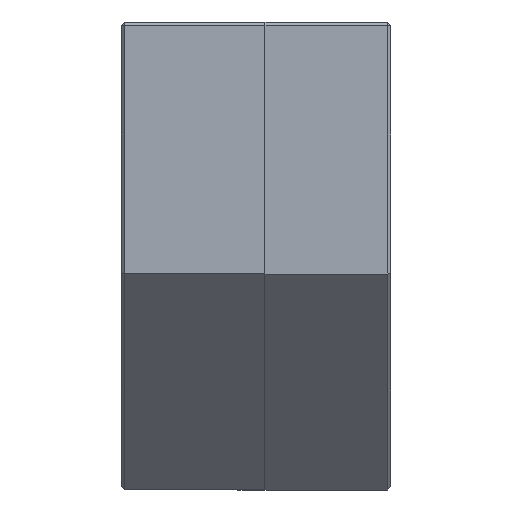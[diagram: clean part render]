
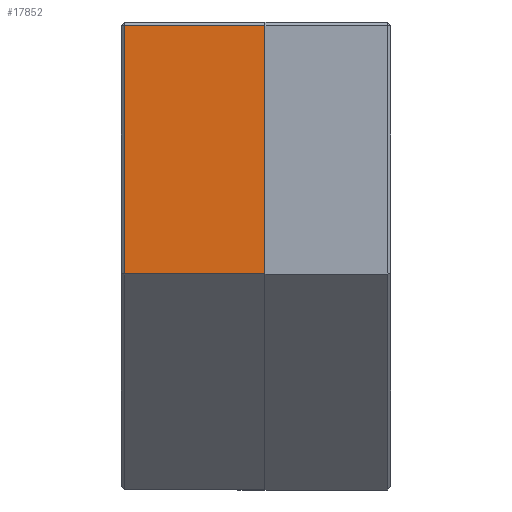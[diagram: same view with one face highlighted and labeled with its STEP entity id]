
A CAD part, left-side view. The second image highlights one B-rep face of the part: STEP entity #17852.
In plain terms, the highlighted planar face has unit normal (-1, 0, 0).
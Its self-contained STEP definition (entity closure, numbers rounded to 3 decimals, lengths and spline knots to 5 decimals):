
#535 = CARTESIAN_POINT ( 'NONE',  ( -1.6, 0.39, -0.01 ) ) ;
#714 = LINE ( 'NONE', #15741, #20893 ) ;
#1978 = EDGE_LOOP ( 'NONE', ( #7624, #32571, #37852, #17979 ) ) ;
#2773 = LINE ( 'NONE', #13645, #23474 ) ;
#3350 = CARTESIAN_POINT ( 'NONE',  ( -1.6, 0., -0.7 ) ) ;
#6143 = PLANE ( 'NONE',  #17716 ) ;
#6611 = DIRECTION ( 'NONE',  ( 1., 0., 0. ) ) ;
#7624 = ORIENTED_EDGE ( 'NONE', *, *, #34773, .T. ) ;
#7656 = EDGE_CURVE ( 'NONE', #20358, #45811, #14050, .T. ) ;
#10569 = DIRECTION ( 'NONE',  ( 0., 0., -1. ) ) ;
#13645 = CARTESIAN_POINT ( 'NONE',  ( -1.6, 0.4, -0.01 ) ) ;
#14050 = LINE ( 'NONE', #29790, #17757 ) ;
#14053 = VERTEX_POINT ( 'NONE', #39604 ) ;
#14262 = DIRECTION ( 'NONE',  ( 0., 0., -1. ) ) ;
#15500 = LINE ( 'NONE', #19397, #31766 ) ;
#15741 = CARTESIAN_POINT ( 'NONE',  ( -1.6, 0.4, -0.7 ) ) ;
#17716 = AXIS2_PLACEMENT_3D ( 'NONE', #21872, #6611, #14262 ) ;
#17757 = VECTOR ( 'NONE', #10569, 39.37008 ) ;
#17852 = ADVANCED_FACE ( 'NONE', ( #39892 ), #6143, .F. ) ;
#17979 = ORIENTED_EDGE ( 'NONE', *, *, #27143, .T. ) ;
#19397 = CARTESIAN_POINT ( 'NONE',  ( -1.6, 0., 0. ) ) ;
#20358 = VERTEX_POINT ( 'NONE', #535 ) ;
#20893 = VECTOR ( 'NONE', #45788, 39.37008 ) ;
#21872 = CARTESIAN_POINT ( 'NONE',  ( -1.6, 0.4, 0. ) ) ;
#23474 = VECTOR ( 'NONE', #29141, 39.37008 ) ;
#27143 = EDGE_CURVE ( 'NONE', #29521, #14053, #15500, .T. ) ;
#29141 = DIRECTION ( 'NONE',  ( 0., 1., 0. ) ) ;
#29521 = VERTEX_POINT ( 'NONE', #3350 ) ;
#29790 = CARTESIAN_POINT ( 'NONE',  ( -1.6, 0.39, 0. ) ) ;
#31165 = CARTESIAN_POINT ( 'NONE',  ( -1.6, 0.39, -0.7 ) ) ;
#31766 = VECTOR ( 'NONE', #35668, 39.37008 ) ;
#32571 = ORIENTED_EDGE ( 'NONE', *, *, #7656, .T. ) ;
#32619 = EDGE_CURVE ( 'NONE', #45811, #29521, #714, .T. ) ;
#34773 = EDGE_CURVE ( 'NONE', #14053, #20358, #2773, .T. ) ;
#35668 = DIRECTION ( 'NONE',  ( 0., 0., 1. ) ) ;
#37852 = ORIENTED_EDGE ( 'NONE', *, *, #32619, .T. ) ;
#39604 = CARTESIAN_POINT ( 'NONE',  ( -1.6, 0., -0.01 ) ) ;
#39892 = FACE_OUTER_BOUND ( 'NONE', #1978, .T. ) ;
#45788 = DIRECTION ( 'NONE',  ( 0., -1., 0. ) ) ;
#45811 = VERTEX_POINT ( 'NONE', #31165 ) ;
